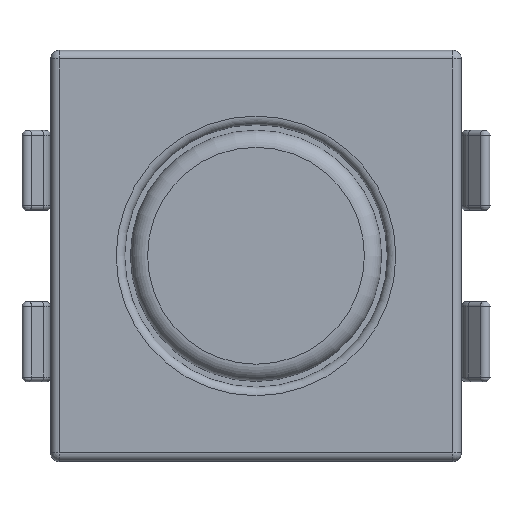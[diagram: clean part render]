
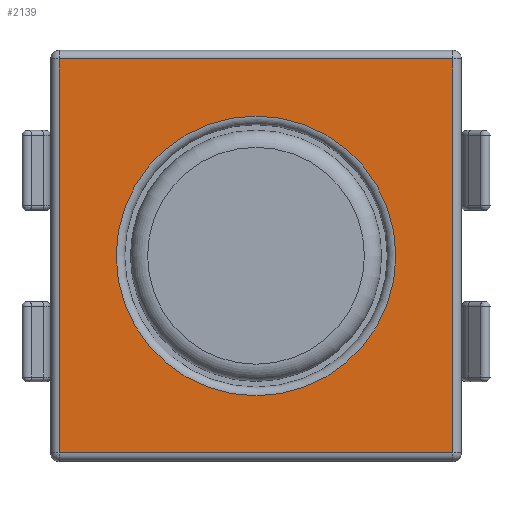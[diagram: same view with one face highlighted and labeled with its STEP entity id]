
A CAD part, top view. The second image highlights one B-rep face of the part: STEP entity #2139.
In plain terms, the highlighted planar face has unit normal (0, 0, 1).
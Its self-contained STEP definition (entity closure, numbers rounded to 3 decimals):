
#1320 = CYLINDRICAL_SURFACE('',#1321,0.075);
#1321 = AXIS2_PLACEMENT_3D('',#1322,#1323,#1324);
#1322 = CARTESIAN_POINT('',(-1.8,1.725,0.025));
#1323 = DIRECTION('',(1.,0.,0.));
#1324 = DIRECTION('',(0.,1.,0.));
#1707 = VERTEX_POINT('',#1708);
#1708 = CARTESIAN_POINT('',(-1.725,1.725,0.1));
#1730 = EDGE_CURVE('',#1707,#1731,#1733,.T.);
#1731 = VERTEX_POINT('',#1732);
#1732 = CARTESIAN_POINT('',(1.725,1.725,0.1));
#1733 = SURFACE_CURVE('',#1734,(#1738,#1745),.PCURVE_S1.);
#1734 = LINE('',#1735,#1736);
#1735 = CARTESIAN_POINT('',(-1.8,1.725,0.1));
#1736 = VECTOR('',#1737,1.);
#1737 = DIRECTION('',(1.,0.,0.));
#1738 = PCURVE('',#1320,#1739);
#1739 = DEFINITIONAL_REPRESENTATION('',(#1740),#1744);
#1740 = LINE('',#1741,#1742);
#1741 = CARTESIAN_POINT('',(1.571,0.));
#1742 = VECTOR('',#1743,1.);
#1743 = DIRECTION('',(0.,1.));
#1744 = ( GEOMETRIC_REPRESENTATION_CONTEXT(2) 
PARAMETRIC_REPRESENTATION_CONTEXT() REPRESENTATION_CONTEXT('2D SPACE',''
  ) );
#1745 = PCURVE('',#1746,#1751);
#1746 = PLANE('',#1747);
#1747 = AXIS2_PLACEMENT_3D('',#1748,#1749,#1750);
#1748 = CARTESIAN_POINT('',(0.,0.,0.1));
#1749 = DIRECTION('',(0.,0.,1.));
#1750 = DIRECTION('',(1.,0.,0.));
#1751 = DEFINITIONAL_REPRESENTATION('',(#1752),#1756);
#1752 = LINE('',#1753,#1754);
#1753 = CARTESIAN_POINT('',(-1.8,1.725));
#1754 = VECTOR('',#1755,1.);
#1755 = DIRECTION('',(1.,0.));
#1756 = ( GEOMETRIC_REPRESENTATION_CONTEXT(2) 
PARAMETRIC_REPRESENTATION_CONTEXT() REPRESENTATION_CONTEXT('2D SPACE',''
  ) );
#1822 = CYLINDRICAL_SURFACE('',#1823,0.075);
#1823 = AXIS2_PLACEMENT_3D('',#1824,#1825,#1826);
#1824 = CARTESIAN_POINT('',(-1.725,-1.8,0.025));
#1825 = DIRECTION('',(0.,1.,0.));
#1826 = DIRECTION('',(-1.,0.,0.));
#1856 = CYLINDRICAL_SURFACE('',#1857,0.075);
#1857 = AXIS2_PLACEMENT_3D('',#1858,#1859,#1860);
#1858 = CARTESIAN_POINT('',(1.725,1.8,0.025));
#1859 = DIRECTION('',(0.,-1.,0.));
#1860 = DIRECTION('',(1.,0.,0.));
#2018 = CYLINDRICAL_SURFACE('',#2019,0.075);
#2019 = AXIS2_PLACEMENT_3D('',#2020,#2021,#2022);
#2020 = CARTESIAN_POINT('',(1.8,-1.725,0.025));
#2021 = DIRECTION('',(-1.,0.,0.));
#2022 = DIRECTION('',(0.,-1.,0.));
#2072 = TOROIDAL_SURFACE('',#2073,1.225,0.075);
#2073 = AXIS2_PLACEMENT_3D('',#2074,#2075,#2076);
#2074 = CARTESIAN_POINT('',(0.,0.,0.025));
#2075 = DIRECTION('',(-0.,-0.,-1.));
#2076 = DIRECTION('',(1.,0.,0.));
#2139 = ADVANCED_FACE('',(#2140,#2210),#1746,.T.);
#2140 = FACE_BOUND('',#2141,.T.);
#2141 = EDGE_LOOP('',(#2142,#2165,#2188,#2209));
#2142 = ORIENTED_EDGE('',*,*,#2143,.F.);
#2143 = EDGE_CURVE('',#2144,#1707,#2146,.T.);
#2144 = VERTEX_POINT('',#2145);
#2145 = CARTESIAN_POINT('',(-1.725,-1.725,0.1));
#2146 = SURFACE_CURVE('',#2147,(#2151,#2158),.PCURVE_S1.);
#2147 = LINE('',#2148,#2149);
#2148 = CARTESIAN_POINT('',(-1.725,-1.8,0.1));
#2149 = VECTOR('',#2150,1.);
#2150 = DIRECTION('',(0.,1.,0.));
#2151 = PCURVE('',#1746,#2152);
#2152 = DEFINITIONAL_REPRESENTATION('',(#2153),#2157);
#2153 = LINE('',#2154,#2155);
#2154 = CARTESIAN_POINT('',(-1.725,-1.8));
#2155 = VECTOR('',#2156,1.);
#2156 = DIRECTION('',(0.,1.));
#2157 = ( GEOMETRIC_REPRESENTATION_CONTEXT(2) 
PARAMETRIC_REPRESENTATION_CONTEXT() REPRESENTATION_CONTEXT('2D SPACE',''
  ) );
#2158 = PCURVE('',#1822,#2159);
#2159 = DEFINITIONAL_REPRESENTATION('',(#2160),#2164);
#2160 = LINE('',#2161,#2162);
#2161 = CARTESIAN_POINT('',(1.571,0.));
#2162 = VECTOR('',#2163,1.);
#2163 = DIRECTION('',(0.,1.));
#2164 = ( GEOMETRIC_REPRESENTATION_CONTEXT(2) 
PARAMETRIC_REPRESENTATION_CONTEXT() REPRESENTATION_CONTEXT('2D SPACE',''
  ) );
#2165 = ORIENTED_EDGE('',*,*,#2166,.F.);
#2166 = EDGE_CURVE('',#2167,#2144,#2169,.T.);
#2167 = VERTEX_POINT('',#2168);
#2168 = CARTESIAN_POINT('',(1.725,-1.725,0.1));
#2169 = SURFACE_CURVE('',#2170,(#2174,#2181),.PCURVE_S1.);
#2170 = LINE('',#2171,#2172);
#2171 = CARTESIAN_POINT('',(1.8,-1.725,0.1));
#2172 = VECTOR('',#2173,1.);
#2173 = DIRECTION('',(-1.,0.,0.));
#2174 = PCURVE('',#1746,#2175);
#2175 = DEFINITIONAL_REPRESENTATION('',(#2176),#2180);
#2176 = LINE('',#2177,#2178);
#2177 = CARTESIAN_POINT('',(1.8,-1.725));
#2178 = VECTOR('',#2179,1.);
#2179 = DIRECTION('',(-1.,0.));
#2180 = ( GEOMETRIC_REPRESENTATION_CONTEXT(2) 
PARAMETRIC_REPRESENTATION_CONTEXT() REPRESENTATION_CONTEXT('2D SPACE',''
  ) );
#2181 = PCURVE('',#2018,#2182);
#2182 = DEFINITIONAL_REPRESENTATION('',(#2183),#2187);
#2183 = LINE('',#2184,#2185);
#2184 = CARTESIAN_POINT('',(1.571,0.));
#2185 = VECTOR('',#2186,1.);
#2186 = DIRECTION('',(0.,1.));
#2187 = ( GEOMETRIC_REPRESENTATION_CONTEXT(2) 
PARAMETRIC_REPRESENTATION_CONTEXT() REPRESENTATION_CONTEXT('2D SPACE',''
  ) );
#2188 = ORIENTED_EDGE('',*,*,#2189,.F.);
#2189 = EDGE_CURVE('',#1731,#2167,#2190,.T.);
#2190 = SURFACE_CURVE('',#2191,(#2195,#2202),.PCURVE_S1.);
#2191 = LINE('',#2192,#2193);
#2192 = CARTESIAN_POINT('',(1.725,1.8,0.1));
#2193 = VECTOR('',#2194,1.);
#2194 = DIRECTION('',(0.,-1.,0.));
#2195 = PCURVE('',#1746,#2196);
#2196 = DEFINITIONAL_REPRESENTATION('',(#2197),#2201);
#2197 = LINE('',#2198,#2199);
#2198 = CARTESIAN_POINT('',(1.725,1.8));
#2199 = VECTOR('',#2200,1.);
#2200 = DIRECTION('',(0.,-1.));
#2201 = ( GEOMETRIC_REPRESENTATION_CONTEXT(2) 
PARAMETRIC_REPRESENTATION_CONTEXT() REPRESENTATION_CONTEXT('2D SPACE',''
  ) );
#2202 = PCURVE('',#1856,#2203);
#2203 = DEFINITIONAL_REPRESENTATION('',(#2204),#2208);
#2204 = LINE('',#2205,#2206);
#2205 = CARTESIAN_POINT('',(1.571,0.));
#2206 = VECTOR('',#2207,1.);
#2207 = DIRECTION('',(0.,1.));
#2208 = ( GEOMETRIC_REPRESENTATION_CONTEXT(2) 
PARAMETRIC_REPRESENTATION_CONTEXT() REPRESENTATION_CONTEXT('2D SPACE',''
  ) );
#2209 = ORIENTED_EDGE('',*,*,#1730,.F.);
#2210 = FACE_BOUND('',#2211,.T.);
#2211 = EDGE_LOOP('',(#2212));
#2212 = ORIENTED_EDGE('',*,*,#2213,.F.);
#2213 = EDGE_CURVE('',#2214,#2214,#2216,.T.);
#2214 = VERTEX_POINT('',#2215);
#2215 = CARTESIAN_POINT('',(1.225,0.,0.1));
#2216 = SURFACE_CURVE('',#2217,(#2222,#2229),.PCURVE_S1.);
#2217 = CIRCLE('',#2218,1.225);
#2218 = AXIS2_PLACEMENT_3D('',#2219,#2220,#2221);
#2219 = CARTESIAN_POINT('',(0.,0.,0.1));
#2220 = DIRECTION('',(0.,0.,1.));
#2221 = DIRECTION('',(1.,0.,0.));
#2222 = PCURVE('',#1746,#2223);
#2223 = DEFINITIONAL_REPRESENTATION('',(#2224),#2228);
#2224 = CIRCLE('',#2225,1.225);
#2225 = AXIS2_PLACEMENT_2D('',#2226,#2227);
#2226 = CARTESIAN_POINT('',(0.,0.));
#2227 = DIRECTION('',(1.,0.));
#2228 = ( GEOMETRIC_REPRESENTATION_CONTEXT(2) 
PARAMETRIC_REPRESENTATION_CONTEXT() REPRESENTATION_CONTEXT('2D SPACE',''
  ) );
#2229 = PCURVE('',#2072,#2230);
#2230 = DEFINITIONAL_REPRESENTATION('',(#2231),#2235);
#2231 = LINE('',#2232,#2233);
#2232 = CARTESIAN_POINT('',(-0.,4.712));
#2233 = VECTOR('',#2234,1.);
#2234 = DIRECTION('',(-1.,0.));
#2235 = ( GEOMETRIC_REPRESENTATION_CONTEXT(2) 
PARAMETRIC_REPRESENTATION_CONTEXT() REPRESENTATION_CONTEXT('2D SPACE',''
  ) );
